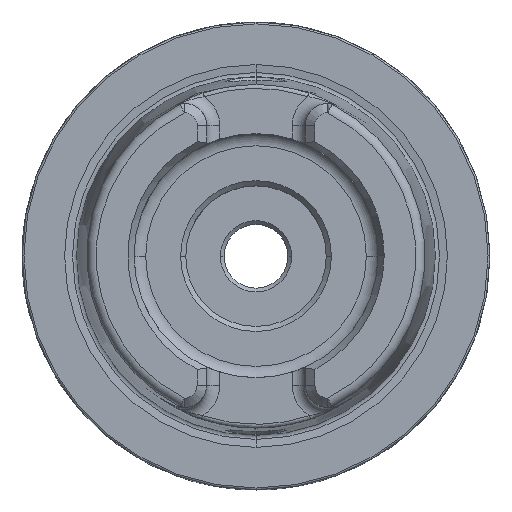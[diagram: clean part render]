
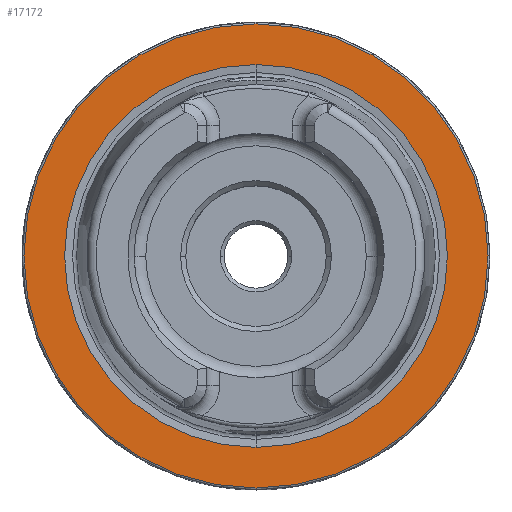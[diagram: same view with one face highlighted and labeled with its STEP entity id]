
A CAD part, top view. The second image highlights one B-rep face of the part: STEP entity #17172.
In plain terms, the highlighted planar face has unit normal (0, 0, 1).
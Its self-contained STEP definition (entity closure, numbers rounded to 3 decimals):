
#773 = DIRECTION ( 'NONE',  ( 0., -1., 0. ) ) ;
#1265 = PLANE ( 'NONE',  #6912 ) ;
#1321 = CARTESIAN_POINT ( 'NONE',  ( 0., 24.975, 0. ) ) ;
#2188 = DIRECTION ( 'NONE',  ( 0., 0., -1. ) ) ;
#2714 = DIRECTION ( 'NONE',  ( 0., -1., 0. ) ) ;
#2802 = DIRECTION ( 'NONE',  ( 0., 0., -1. ) ) ;
#2804 = DIRECTION ( 'NONE',  ( 0., 1., 0. ) ) ;
#2858 = ORIENTED_EDGE ( 'NONE', *, *, #16873, .T. ) ;
#3045 = CARTESIAN_POINT ( 'NONE',  ( 0., 0., 0. ) ) ;
#3473 = EDGE_CURVE ( 'NONE', #16933, #8069, #12879, .T. ) ;
#4399 = ORIENTED_EDGE ( 'NONE', *, *, #13309, .T. ) ;
#5835 = EDGE_CURVE ( 'NONE', #7640, #8443, #15024, .T. ) ;
#6912 = AXIS2_PLACEMENT_3D ( 'NONE', #1321, #11135, #2714 ) ;
#7611 = CARTESIAN_POINT ( 'NONE',  ( 0., -20.434, 0. ) ) ;
#7640 = VERTEX_POINT ( 'NONE', #7914 ) ;
#7914 = CARTESIAN_POINT ( 'NONE',  ( 0., 24.775, 0. ) ) ;
#7987 = DIRECTION ( 'NONE',  ( 0., 0., 1. ) ) ;
#8069 = VERTEX_POINT ( 'NONE', #7611 ) ;
#8262 = CARTESIAN_POINT ( 'NONE',  ( 0., -24.775, 0. ) ) ;
#8294 = CIRCLE ( 'NONE', #13852, 20.434 ) ;
#8443 = VERTEX_POINT ( 'NONE', #8262 ) ;
#8460 = CARTESIAN_POINT ( 'NONE',  ( 0., 20.434, 0. ) ) ;
#8506 = AXIS2_PLACEMENT_3D ( 'NONE', #16369, #7987, #17784 ) ;
#8814 = ORIENTED_EDGE ( 'NONE', *, *, #3473, .T. ) ;
#9168 = DIRECTION ( 'NONE',  ( 0., 0., 1. ) ) ;
#9686 = EDGE_LOOP ( 'NONE', ( #4399, #12798 ) ) ;
#10725 = FACE_BOUND ( 'NONE', #14467, .T. ) ;
#10794 = CIRCLE ( 'NONE', #8506, 24.775 ) ;
#11135 = DIRECTION ( 'NONE',  ( 0., 0., 1. ) ) ;
#11249 = CARTESIAN_POINT ( 'NONE',  ( 0., 0., 0. ) ) ;
#12689 = DIRECTION ( 'NONE',  ( 0., 1., 0. ) ) ;
#12752 = AXIS2_PLACEMENT_3D ( 'NONE', #17531, #9168, #773 ) ;
#12798 = ORIENTED_EDGE ( 'NONE', *, *, #5835, .T. ) ;
#12879 = CIRCLE ( 'NONE', #13884, 20.434 ) ;
#13309 = EDGE_CURVE ( 'NONE', #8443, #7640, #10794, .T. ) ;
#13852 = AXIS2_PLACEMENT_3D ( 'NONE', #11249, #2802, #12689 ) ;
#13884 = AXIS2_PLACEMENT_3D ( 'NONE', #3045, #2188, #2804 ) ;
#14441 = FACE_OUTER_BOUND ( 'NONE', #9686, .T. ) ;
#14467 = EDGE_LOOP ( 'NONE', ( #2858, #8814 ) ) ;
#15024 = CIRCLE ( 'NONE', #12752, 24.775 ) ;
#16369 = CARTESIAN_POINT ( 'NONE',  ( 0., 0., 0. ) ) ;
#16873 = EDGE_CURVE ( 'NONE', #8069, #16933, #8294, .T. ) ;
#16933 = VERTEX_POINT ( 'NONE', #8460 ) ;
#17172 = ADVANCED_FACE ( 'NONE', ( #14441, #10725 ), #1265, .T. ) ;
#17531 = CARTESIAN_POINT ( 'NONE',  ( 0., 0., 0. ) ) ;
#17784 = DIRECTION ( 'NONE',  ( 0., -1., 0. ) ) ;
